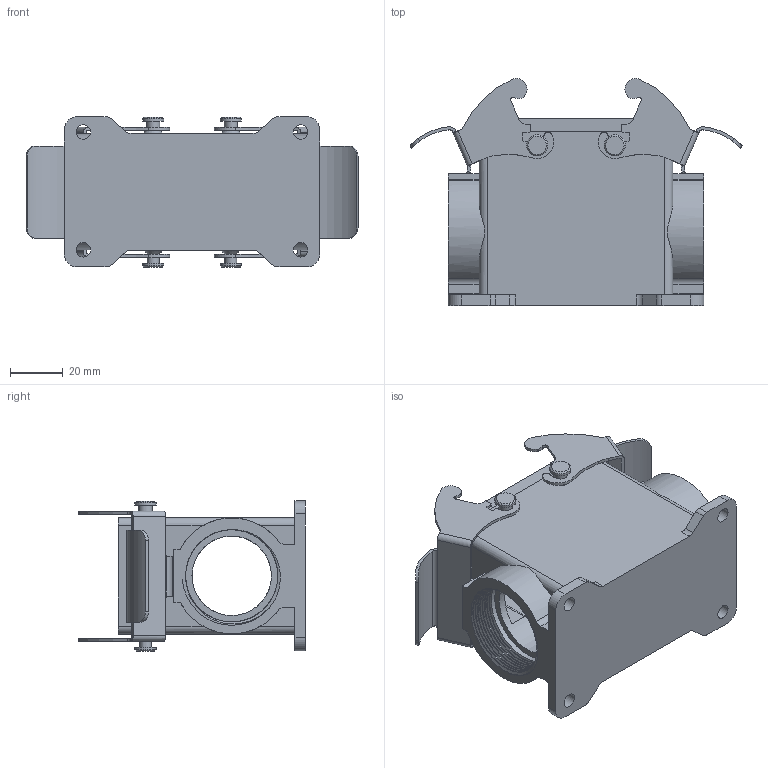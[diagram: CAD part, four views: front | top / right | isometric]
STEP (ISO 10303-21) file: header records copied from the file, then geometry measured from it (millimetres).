
FILE_DESCRIPTION (( 'STEP AP214' ), '1' );
FILE_NAME ('ZP-MC10B-2-DSM29ML.STEP', '2011-11-21T14:27:57', ( '.adc' ), ( '' ), 'SwSTEP 2.0', 'SolidWorks 2011', '' );
FILE_SCHEMA (( 'AUTOMOTIVE_DESIGN' ));
Length unit declared in the file: millimetre
Products named in the file (1): ZP-MC10B-2-DSM29ML
Bounding box: 126.01 x 86.15 x 57.12 mm (x, y, z)
Volume: 112749.4 mm3; surface area: 58545.4 mm2
Topology: 4 solids, 4 shells, 369 faces, 1036 edges, 688 vertices
Faces by surface type: cylinder 210, plane 143, cone 8, bspline 4, torus 4
Full cylindrical faces by diameter (mm): 3 x4, 4.5 x2, 5 x2, 5.5 x4, 8 x4, 30.17 x2, 35 x16
Entity records: 14692 total; most frequent: CARTESIAN_POINT 5064, DIRECTION 1932, ORIENTED_EDGE 1896, EDGE_CURVE 948, AXIS2_PLACEMENT_3D 712, VERTEX_POINT 644, VECTOR 508, LINE 508
